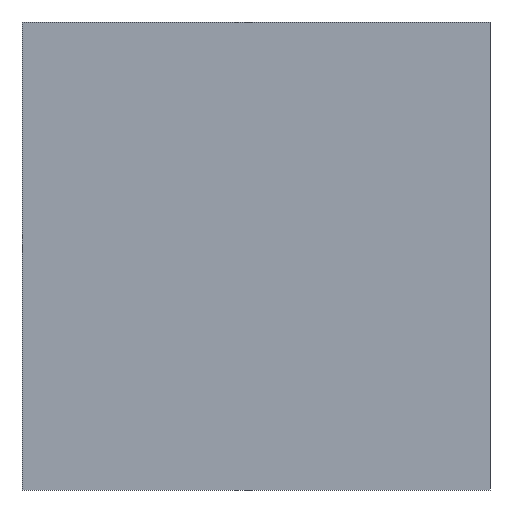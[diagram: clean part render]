
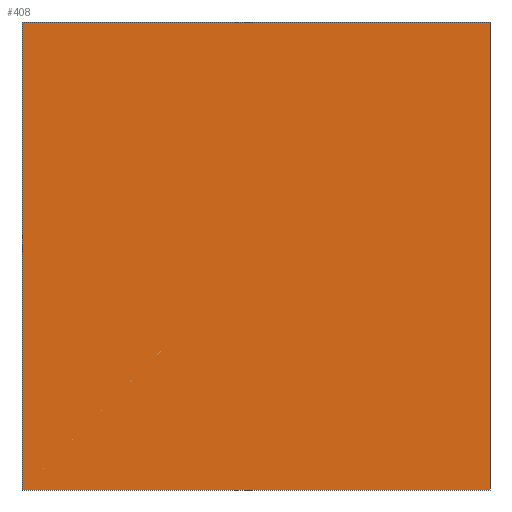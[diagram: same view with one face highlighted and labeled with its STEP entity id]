
A CAD part, front view. The second image highlights one B-rep face of the part: STEP entity #408.
In plain terms, the highlighted planar face has unit normal (0, -1, 0).
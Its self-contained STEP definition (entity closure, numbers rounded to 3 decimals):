
#73 = VECTOR ( 'NONE', #1200, 1000. ) ;
#91 = ORIENTED_EDGE ( 'NONE', *, *, #744, .F. ) ;
#167 = VECTOR ( 'NONE', #1286, 1000. ) ;
#334 = EDGE_CURVE ( 'NONE', #459, #1329, #924, .T. ) ;
#377 = DIRECTION ( 'NONE',  ( 0., 1., 0. ) ) ;
#408 = ADVANCED_FACE ( 'NONE', ( #742 ), #822, .F. ) ;
#459 = VERTEX_POINT ( 'NONE', #1453 ) ;
#494 = ORIENTED_EDGE ( 'NONE', *, *, #334, .F. ) ;
#605 = DIRECTION ( 'NONE',  ( -1., 0., 0. ) ) ;
#615 = ORIENTED_EDGE ( 'NONE', *, *, #1510, .F. ) ;
#704 = EDGE_LOOP ( 'NONE', ( #615, #91, #1454, #494 ) ) ;
#735 = LINE ( 'NONE', #1516, #1343 ) ;
#742 = FACE_OUTER_BOUND ( 'NONE', #704, .T. ) ;
#744 = EDGE_CURVE ( 'NONE', #1408, #1530, #735, .T. ) ;
#785 = EDGE_CURVE ( 'NONE', #1329, #1408, #989, .T. ) ;
#808 = DIRECTION ( 'NONE',  ( 1., 0., 0. ) ) ;
#822 = PLANE ( 'NONE',  #923 ) ;
#830 = LINE ( 'NONE', #994, #167 ) ;
#923 = AXIS2_PLACEMENT_3D ( 'NONE', #1000, #377, #1160 ) ;
#924 = LINE ( 'NONE', #1578, #1237 ) ;
#989 = LINE ( 'NONE', #1970, #73 ) ;
#994 = CARTESIAN_POINT ( 'NONE',  ( -25., 0., 25. ) ) ;
#1000 = CARTESIAN_POINT ( 'NONE',  ( 0., 0., 0. ) ) ;
#1127 = CARTESIAN_POINT ( 'NONE',  ( -25., 0., -25. ) ) ;
#1160 = DIRECTION ( 'NONE',  ( 0., 0., 1. ) ) ;
#1200 = DIRECTION ( 'NONE',  ( 0., 0., -1. ) ) ;
#1237 = VECTOR ( 'NONE', #808, 1000. ) ;
#1286 = DIRECTION ( 'NONE',  ( 0., 0., 1. ) ) ;
#1329 = VERTEX_POINT ( 'NONE', #1349 ) ;
#1343 = VECTOR ( 'NONE', #605, 1000. ) ;
#1349 = CARTESIAN_POINT ( 'NONE',  ( 25., 0., 25. ) ) ;
#1392 = CARTESIAN_POINT ( 'NONE',  ( 25., 0., -25. ) ) ;
#1408 = VERTEX_POINT ( 'NONE', #1392 ) ;
#1453 = CARTESIAN_POINT ( 'NONE',  ( -25., 0., 25. ) ) ;
#1454 = ORIENTED_EDGE ( 'NONE', *, *, #785, .F. ) ;
#1510 = EDGE_CURVE ( 'NONE', #1530, #459, #830, .T. ) ;
#1516 = CARTESIAN_POINT ( 'NONE',  ( 25., 0., -25. ) ) ;
#1530 = VERTEX_POINT ( 'NONE', #1127 ) ;
#1578 = CARTESIAN_POINT ( 'NONE',  ( 25., 0., 25. ) ) ;
#1970 = CARTESIAN_POINT ( 'NONE',  ( 25., 0., 25. ) ) ;
